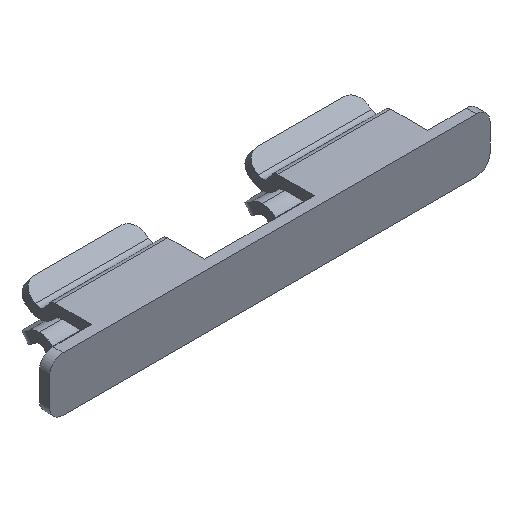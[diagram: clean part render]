
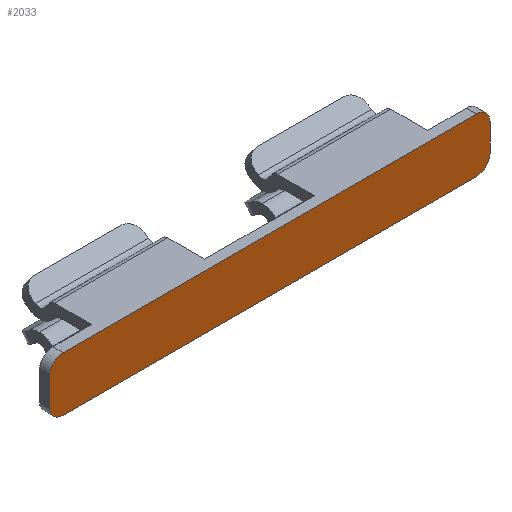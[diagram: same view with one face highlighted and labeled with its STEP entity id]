
A CAD part, isometric view. The second image highlights one B-rep face of the part: STEP entity #2033.
In plain terms, the highlighted planar face has unit normal (0, -1, 0).
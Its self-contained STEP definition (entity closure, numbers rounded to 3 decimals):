
#22 = DIRECTION ( 'NONE',  ( 0., 1., 0. ) ) ;
#122 = VERTEX_POINT ( 'NONE', #2120 ) ;
#220 = CARTESIAN_POINT ( 'NONE',  ( 3.25, 0., 0.4 ) ) ;
#267 = CARTESIAN_POINT ( 'NONE',  ( 3.05, 0., -0.4 ) ) ;
#311 = CIRCLE ( 'NONE', #1742, 0.2 ) ;
#339 = DIRECTION ( 'NONE',  ( 0., -1., 0. ) ) ;
#372 = DIRECTION ( 'NONE',  ( 0., 0., 1. ) ) ;
#434 = FACE_OUTER_BOUND ( 'NONE', #1313, .T. ) ;
#518 = EDGE_CURVE ( 'NONE', #1406, #815, #1448, .T. ) ;
#534 = DIRECTION ( 'NONE',  ( 0., 0., 1. ) ) ;
#572 = DIRECTION ( 'NONE',  ( 0., 0., -1. ) ) ;
#587 = VECTOR ( 'NONE', #572, 1000. ) ;
#645 = CARTESIAN_POINT ( 'NONE',  ( 3.05, 0., -0.2 ) ) ;
#672 = AXIS2_PLACEMENT_3D ( 'NONE', #645, #1663, #2248 ) ;
#720 = CARTESIAN_POINT ( 'NONE',  ( -3.05, 0., 0.2 ) ) ;
#747 = EDGE_CURVE ( 'NONE', #122, #1857, #1965, .T. ) ;
#760 = VECTOR ( 'NONE', #1876, 1000. ) ;
#778 = CARTESIAN_POINT ( 'NONE',  ( 3.25, 0., -0.4 ) ) ;
#815 = VERTEX_POINT ( 'NONE', #2180 ) ;
#845 = CIRCLE ( 'NONE', #1268, 0.2 ) ;
#878 = VERTEX_POINT ( 'NONE', #1459 ) ;
#990 = ORIENTED_EDGE ( 'NONE', *, *, #1321, .T. ) ;
#992 = PLANE ( 'NONE',  #1059 ) ;
#1030 = CARTESIAN_POINT ( 'NONE',  ( -3.25, 0., 0.4 ) ) ;
#1051 = CARTESIAN_POINT ( 'NONE',  ( -3.25, 0., -0.2 ) ) ;
#1059 = AXIS2_PLACEMENT_3D ( 'NONE', #220, #22, #1720 ) ;
#1088 = CARTESIAN_POINT ( 'NONE',  ( 3.25, 0., 0.4 ) ) ;
#1089 = EDGE_CURVE ( 'NONE', #878, #122, #311, .T. ) ;
#1163 = DIRECTION ( 'NONE',  ( -1., 0., 0. ) ) ;
#1191 = DIRECTION ( 'NONE',  ( 0., -1., 0. ) ) ;
#1192 = CARTESIAN_POINT ( 'NONE',  ( -3.05, 0., -0.2 ) ) ;
#1268 = AXIS2_PLACEMENT_3D ( 'NONE', #1192, #2128, #2106 ) ;
#1271 = CIRCLE ( 'NONE', #672, 0.2 ) ;
#1291 = VECTOR ( 'NONE', #2156, 1000. ) ;
#1310 = CARTESIAN_POINT ( 'NONE',  ( 3.25, 0., 0.2 ) ) ;
#1313 = EDGE_LOOP ( 'NONE', ( #1535, #1847, #2441, #2301, #990, #1675, #2080, #1398 ) ) ;
#1317 = VECTOR ( 'NONE', #1163, 1000. ) ;
#1321 = EDGE_CURVE ( 'NONE', #815, #878, #2044, .T. ) ;
#1354 = LINE ( 'NONE', #778, #1317 ) ;
#1379 = VERTEX_POINT ( 'NONE', #2199 ) ;
#1398 = ORIENTED_EDGE ( 'NONE', *, *, #1734, .T. ) ;
#1406 = VERTEX_POINT ( 'NONE', #1310 ) ;
#1448 = CIRCLE ( 'NONE', #1799, 0.2 ) ;
#1459 = CARTESIAN_POINT ( 'NONE',  ( -3.05, 0., 0.4 ) ) ;
#1513 = EDGE_CURVE ( 'NONE', #1406, #1379, #1671, .T. ) ;
#1535 = ORIENTED_EDGE ( 'NONE', *, *, #2215, .F. ) ;
#1663 = DIRECTION ( 'NONE',  ( 0., -1., 0. ) ) ;
#1664 = CARTESIAN_POINT ( 'NONE',  ( -3.05, 0., -0.4 ) ) ;
#1671 = LINE ( 'NONE', #1780, #587 ) ;
#1675 = ORIENTED_EDGE ( 'NONE', *, *, #1089, .T. ) ;
#1720 = DIRECTION ( 'NONE',  ( 0., 0., 1. ) ) ;
#1734 = EDGE_CURVE ( 'NONE', #1857, #2459, #845, .T. ) ;
#1742 = AXIS2_PLACEMENT_3D ( 'NONE', #720, #339, #534 ) ;
#1780 = CARTESIAN_POINT ( 'NONE',  ( 3.25, 0., 0.4 ) ) ;
#1799 = AXIS2_PLACEMENT_3D ( 'NONE', #2126, #1191, #372 ) ;
#1847 = ORIENTED_EDGE ( 'NONE', *, *, #2295, .T. ) ;
#1857 = VERTEX_POINT ( 'NONE', #1051 ) ;
#1876 = DIRECTION ( 'NONE',  ( -1., 0., 0. ) ) ;
#1884 = VERTEX_POINT ( 'NONE', #267 ) ;
#1965 = LINE ( 'NONE', #1030, #1291 ) ;
#2033 = ADVANCED_FACE ( 'NONE', ( #434 ), #992, .F. ) ;
#2044 = LINE ( 'NONE', #1088, #760 ) ;
#2080 = ORIENTED_EDGE ( 'NONE', *, *, #747, .T. ) ;
#2106 = DIRECTION ( 'NONE',  ( 0., 0., 1. ) ) ;
#2120 = CARTESIAN_POINT ( 'NONE',  ( -3.25, 0., 0.2 ) ) ;
#2126 = CARTESIAN_POINT ( 'NONE',  ( 3.05, 0., 0.2 ) ) ;
#2128 = DIRECTION ( 'NONE',  ( 0., -1., 0. ) ) ;
#2156 = DIRECTION ( 'NONE',  ( 0., 0., -1. ) ) ;
#2180 = CARTESIAN_POINT ( 'NONE',  ( 3.05, 0., 0.4 ) ) ;
#2199 = CARTESIAN_POINT ( 'NONE',  ( 3.25, 0., -0.2 ) ) ;
#2215 = EDGE_CURVE ( 'NONE', #1884, #2459, #1354, .T. ) ;
#2248 = DIRECTION ( 'NONE',  ( 0., 0., 1. ) ) ;
#2295 = EDGE_CURVE ( 'NONE', #1884, #1379, #1271, .T. ) ;
#2301 = ORIENTED_EDGE ( 'NONE', *, *, #518, .T. ) ;
#2441 = ORIENTED_EDGE ( 'NONE', *, *, #1513, .F. ) ;
#2459 = VERTEX_POINT ( 'NONE', #1664 ) ;
